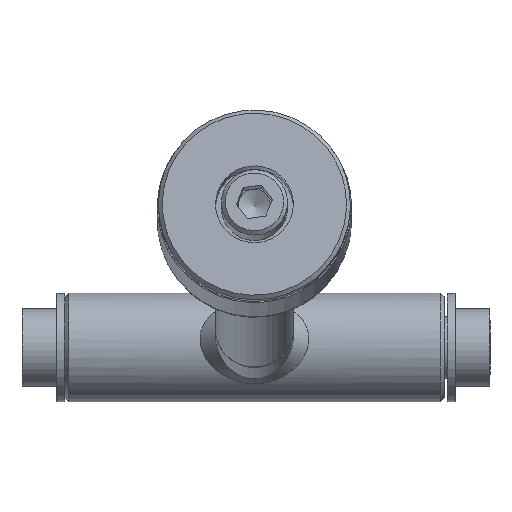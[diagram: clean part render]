
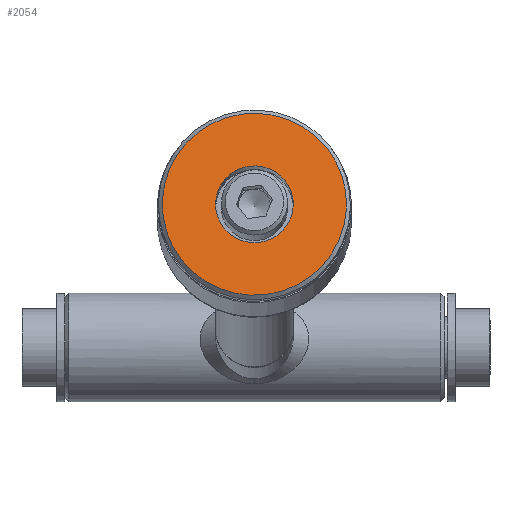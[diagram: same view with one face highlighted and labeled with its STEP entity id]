
A CAD part, front view. The second image highlights one B-rep face of the part: STEP entity #2054.
In plain terms, the highlighted planar face has unit normal (0, -0.988, 0.157).
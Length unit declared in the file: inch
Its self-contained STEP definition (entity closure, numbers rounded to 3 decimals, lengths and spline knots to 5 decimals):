
#53=PLANE('',#2313);
#96=FACE_BOUND('',#373,.T.);
#240=FACE_OUTER_BOUND('',#372,.T.);
#372=EDGE_LOOP('',(#1656,#1657));
#373=EDGE_LOOP('',(#1658,#1659));
#689=CIRCLE('',#2287,0.46654);
#690=CIRCLE('',#2288,0.46654);
#703=CIRCLE('',#2305,0.19685);
#704=CIRCLE('',#2306,0.19685);
#886=VERTEX_POINT('',#6903);
#887=VERTEX_POINT('',#6905);
#900=VERTEX_POINT('',#6939);
#901=VERTEX_POINT('',#6941);
#1146=EDGE_CURVE('',#887,#886,#689,.T.);
#1147=EDGE_CURVE('',#886,#887,#690,.T.);
#1164=EDGE_CURVE('',#900,#901,#703,.T.);
#1165=EDGE_CURVE('',#901,#900,#704,.T.);
#1656=ORIENTED_EDGE('',*,*,#1146,.T.);
#1657=ORIENTED_EDGE('',*,*,#1147,.T.);
#1658=ORIENTED_EDGE('',*,*,#1165,.F.);
#1659=ORIENTED_EDGE('',*,*,#1164,.F.);
#2054=ADVANCED_FACE('',(#240,#96),#53,.T.);
#2287=AXIS2_PLACEMENT_3D('',#6906,#2776,#2777);
#2288=AXIS2_PLACEMENT_3D('',#6907,#2778,#2779);
#2305=AXIS2_PLACEMENT_3D('',#6942,#2816,#2817);
#2306=AXIS2_PLACEMENT_3D('',#6943,#2818,#2819);
#2313=AXIS2_PLACEMENT_3D('',#6955,#2833,#2834);
#2776=DIRECTION('center_axis',(0.,-0.988,
0.157));
#2777=DIRECTION('ref_axis',(0.792,0.096,0.603));
#2778=DIRECTION('center_axis',(0.,-0.988,
0.157));
#2779=DIRECTION('ref_axis',(0.792,0.096,0.603));
#2816=DIRECTION('center_axis',(0.,-0.988,
0.157));
#2817=DIRECTION('ref_axis',(0.792,0.096,0.603));
#2818=DIRECTION('center_axis',(0.,-0.988,
0.157));
#2819=DIRECTION('ref_axis',(0.792,0.096,0.603));
#2833=DIRECTION('center_axis',(0.,-0.988,
0.157));
#2834=DIRECTION('ref_axis',(0.792,0.096,0.603));
#6903=CARTESIAN_POINT('',(2.99406,8.75444,4.93144));
#6905=CARTESIAN_POINT('',(2.2552,8.66514,4.36866));
#6906=CARTESIAN_POINT('Origin',(2.62463,8.70979,4.65005));
#6907=CARTESIAN_POINT('Origin',(2.62463,8.70979,4.65005));
#6939=CARTESIAN_POINT('',(2.46875,8.69095,4.53132));
#6941=CARTESIAN_POINT('',(2.78051,8.72863,4.76878));
#6942=CARTESIAN_POINT('Origin',(2.62463,8.70979,4.65005));
#6943=CARTESIAN_POINT('Origin',(2.62463,8.70979,4.65005));
#6955=CARTESIAN_POINT('Origin',(2.62463,8.70979,4.65005));
